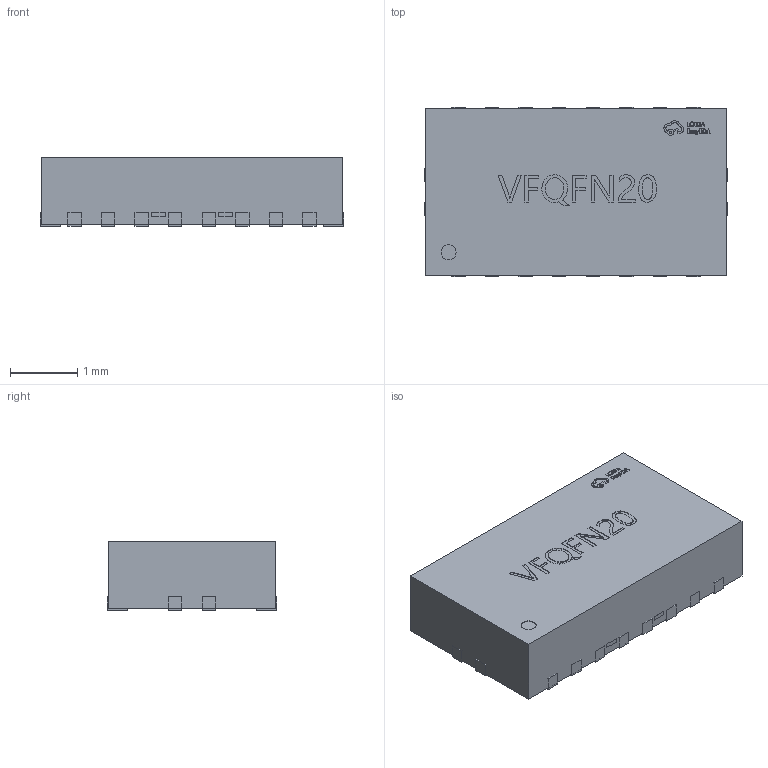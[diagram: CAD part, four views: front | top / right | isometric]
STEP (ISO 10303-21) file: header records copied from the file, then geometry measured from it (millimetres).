
FILE_DESCRIPTION (( 'STEP AP214' ), '1' );
FILE_NAME ('VFQFN-20_L4.5-W2.5-H1.0-P0.50.step', '2022-07-15T04:04:04', ( '' ), ( '' ), 'SwSTEP 2.0', 'SolidWorks 2020', '' );
FILE_SCHEMA (( 'AUTOMOTIVE_DESIGN' ));
Length unit declared in the file: millimetre
Products named in the file (1): VFQFN-20_L4.5-W2.5-H1.0-P0.50
Bounding box: 4.52 x 2.52 x 1.02 mm (x, y, z)
Volume: 11.5 mm3; surface area: 43.2 mm2
Topology: 34 solids, 34 shells, 518 faces, 1293 edges, 862 vertices
Faces by surface type: plane 372, bspline 144, cylinder 2
Entity records: 24130 total; most frequent: CARTESIAN_POINT 6666, ORIENTED_EDGE 2586, DIRECTION 1755, EDGE_CURVE 1293, VECTOR 997, LINE 997, VERTEX_POINT 862, UNCERTAINTY_MEASURE_WITH_UNIT 554
